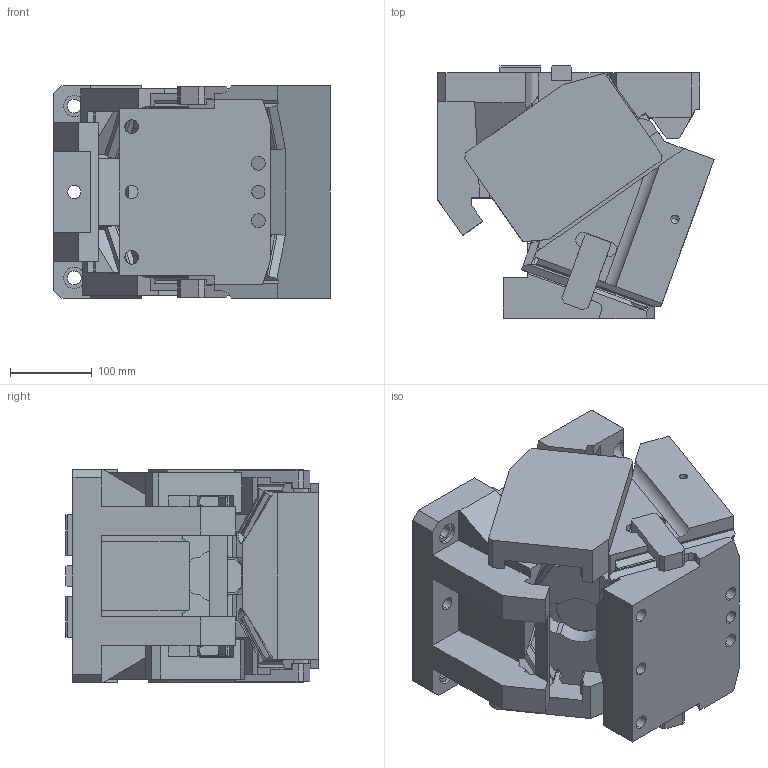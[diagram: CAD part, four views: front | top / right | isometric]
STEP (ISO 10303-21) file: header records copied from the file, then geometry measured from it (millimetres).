
FILE_DESCRIPTION(('CATIA V5 STEP Exchange'),'2;1');
FILE_NAME('CACV_F_260_20.stp','2015-04-27T06:56:29+00:00',('none'),('none'),'CATIA Version 5 Release 19 SP 2 (IN-10)','CATIA V5 STEP AP203','none');
FILE_SCHEMA(('CONFIG_CONTROL_DESIGN'));
Length unit declared in the file: millimetre
Products named in the file (1): CACV_F_260_20
Bounding box: 337.8 x 309 x 260 mm (x, y, z)
Volume: 16205796.4 mm3; surface area: 920541.7 mm2
Topology: 3 solids, 5 shells, 600 faces, 1795 edges, 1196 vertices
Faces by surface type: plane 436, cylinder 152, cone 6, bspline 4, extrusion 2
Entity records: 21107 total; most frequent: CARTESIAN_POINT 5704, ORIENTED_EDGE 3574, DIRECTION 2562, EDGE_CURVE 1787, VECTOR 1425, LINE 1423, VERTEX_POINT 1196, AXIS2_PLACEMENT_3D 650
